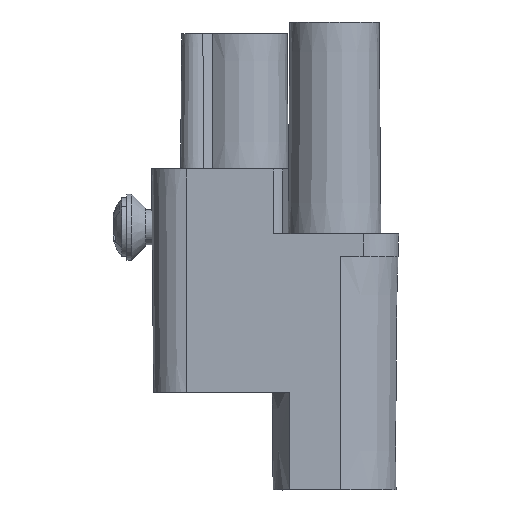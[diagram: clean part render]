
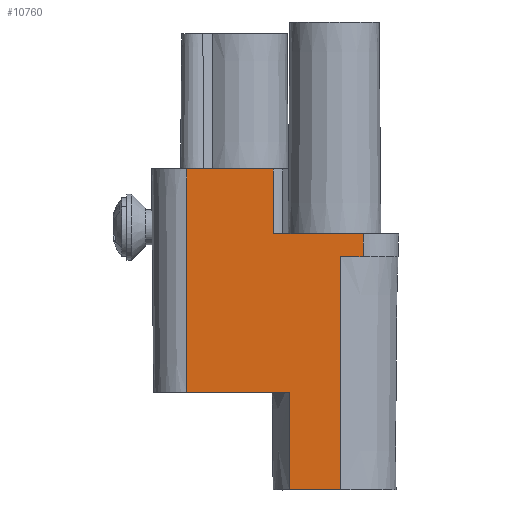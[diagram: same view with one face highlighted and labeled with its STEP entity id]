
A CAD part, left-side view. The second image highlights one B-rep face of the part: STEP entity #10760.
In plain terms, the highlighted planar face has unit normal (-1, 0, -0.009).
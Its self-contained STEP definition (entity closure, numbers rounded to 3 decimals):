
#10741=AXIS2_PLACEMENT_3D('Plane Axis2P3D',#10738,#10739,#10740) ;
#5956=CARTESIAN_POINT('Vertex',(0.238,4.944,0.)) ;
#5959=CARTESIAN_POINT('Line Origine',(0.238,7.122,0.)) ;
#5963=CARTESIAN_POINT('Vertex',(0.238,9.3,0.)) ;
#6313=CARTESIAN_POINT('Vertex',(0.166,9.3,8.3)) ;
#6316=CARTESIAN_POINT('Line Origine',(0.166,13.65,8.3)) ;
#6320=CARTESIAN_POINT('Vertex',(0.166,18.,8.3)) ;
#6534=CARTESIAN_POINT('Vertex',(0.065,4.935,19.85)) ;
#6538=CARTESIAN_POINT('Control Point',(0.065,4.935,19.85)) ;
#6539=CARTESIAN_POINT('Control Point',(0.123,4.938,13.233)) ;
#6540=CARTESIAN_POINT('Control Point',(0.181,4.941,6.617)) ;
#6541=CARTESIAN_POINT('Control Point',(0.238,4.944,0.)) ;
#6993=CARTESIAN_POINT('Line Origine',(-21814.839,18.,2499760.225)) ;
#6997=CARTESIAN_POINT('Vertex',(0.,18.,27.3)) ;
#7047=CARTESIAN_POINT('Vertex',(0.065,3.017,19.85)) ;
#7050=CARTESIAN_POINT('Line Origine',(0.065,3.976,19.85)) ;
#7264=CARTESIAN_POINT('Vertex',(0.048,10.6,21.8)) ;
#7267=CARTESIAN_POINT('Line Origine',(0.048,6.8,21.8)) ;
#7271=CARTESIAN_POINT('Vertex',(0.048,3.,21.8)) ;
#10046=CARTESIAN_POINT('Line Origine',(0.024,10.624,24.55)) ;
#10050=CARTESIAN_POINT('Vertex',(0.,10.648,27.3)) ;
#10205=CARTESIAN_POINT('Line Origine',(-0.001,2.951,27.366)) ;
#10353=CARTESIAN_POINT('Line Origine',(0.,14.324,27.3)) ;
#10738=CARTESIAN_POINT('Axis2P3D Location',(0.,3.,27.3)) ;
#10743=CARTESIAN_POINT('Line Origine',(0.202,9.3,4.15)) ;
#5960=DIRECTION('Vector Direction',(0.,1.,0.)) ;
#6317=DIRECTION('Vector Direction',(0.,-1.,0.)) ;
#6994=DIRECTION('Vector Direction',(-0.009,0.,1.)) ;
#7051=DIRECTION('Vector Direction',(0.,1.,0.)) ;
#7268=DIRECTION('Vector Direction',(0.,1.,0.)) ;
#10047=DIRECTION('Vector Direction',(0.009,-0.009,-1.)) ;
#10206=DIRECTION('Vector Direction',(0.009,0.009,-1.)) ;
#10354=DIRECTION('Vector Direction',(0.,-1.,0.)) ;
#10739=DIRECTION('Axis2P3D Direction',(1.,0.,0.009)) ;
#10740=DIRECTION('Axis2P3D XDirection',(0.,-1.,0.)) ;
#10744=DIRECTION('Vector Direction',(-0.009,0.,1.)) ;
#5961=VECTOR('Line Direction',#5960,1.) ;
#6318=VECTOR('Line Direction',#6317,1.) ;
#6995=VECTOR('Line Direction',#6994,1.) ;
#7052=VECTOR('Line Direction',#7051,1.) ;
#7269=VECTOR('Line Direction',#7268,1.) ;
#10048=VECTOR('Line Direction',#10047,1.) ;
#10207=VECTOR('Line Direction',#10206,1.) ;
#10355=VECTOR('Line Direction',#10354,1.) ;
#10745=VECTOR('Line Direction',#10744,1.) ;
#10749=ORIENTED_EDGE('',*,*,#7054,.F.) ;
#10750=ORIENTED_EDGE('',*,*,#10209,.F.) ;
#10751=ORIENTED_EDGE('',*,*,#7273,.T.) ;
#10752=ORIENTED_EDGE('',*,*,#10052,.F.) ;
#10753=ORIENTED_EDGE('',*,*,#10357,.F.) ;
#10754=ORIENTED_EDGE('',*,*,#6999,.F.) ;
#10755=ORIENTED_EDGE('',*,*,#6322,.T.) ;
#10756=ORIENTED_EDGE('',*,*,#10747,.F.) ;
#10757=ORIENTED_EDGE('',*,*,#5965,.F.) ;
#10758=ORIENTED_EDGE('',*,*,#6542,.F.) ;
#10760=ADVANCED_FACE('Hauptk\X2\00F6\X0\rper',(#10759),#10742,.F.) ;
#6537=B_SPLINE_CURVE_WITH_KNOTS('',3,(#6538,#6539,#6540,#6541),.UNSPECIFIED.,.F.,.U.,(4,4),(0.,28.074),.UNSPECIFIED.) ;
#5965=EDGE_CURVE('',#5957,#5964,#5962,.T.) ;
#6322=EDGE_CURVE('',#6321,#6314,#6319,.T.) ;
#6542=EDGE_CURVE('',#6535,#5957,#6537,.T.) ;
#6999=EDGE_CURVE('',#6321,#6998,#6996,.T.) ;
#7054=EDGE_CURVE('',#7048,#6535,#7053,.T.) ;
#7273=EDGE_CURVE('',#7272,#7265,#7270,.T.) ;
#10052=EDGE_CURVE('',#10051,#7265,#10049,.T.) ;
#10209=EDGE_CURVE('',#7272,#7048,#10208,.T.) ;
#10357=EDGE_CURVE('',#6998,#10051,#10356,.T.) ;
#10747=EDGE_CURVE('',#5964,#6314,#10746,.T.) ;
#10748=EDGE_LOOP('',(#10749,#10750,#10751,#10752,#10753,#10754,#10755,#10756,#10757,#10758)) ;
#10759=FACE_OUTER_BOUND('',#10748,.T.) ;
#5962=LINE('Line',#5959,#5961) ;
#6319=LINE('Line',#6316,#6318) ;
#6996=LINE('Line',#6993,#6995) ;
#7053=LINE('Line',#7050,#7052) ;
#7270=LINE('Line',#7267,#7269) ;
#10049=LINE('Line',#10046,#10048) ;
#10208=LINE('Line',#10205,#10207) ;
#10356=LINE('Line',#10353,#10355) ;
#10746=LINE('Line',#10743,#10745) ;
#10742=PLANE('',#10741) ;
#5957=VERTEX_POINT('',#5956) ;
#5964=VERTEX_POINT('',#5963) ;
#6314=VERTEX_POINT('',#6313) ;
#6321=VERTEX_POINT('',#6320) ;
#6535=VERTEX_POINT('',#6534) ;
#6998=VERTEX_POINT('',#6997) ;
#7048=VERTEX_POINT('',#7047) ;
#7265=VERTEX_POINT('',#7264) ;
#7272=VERTEX_POINT('',#7271) ;
#10051=VERTEX_POINT('',#10050) ;
